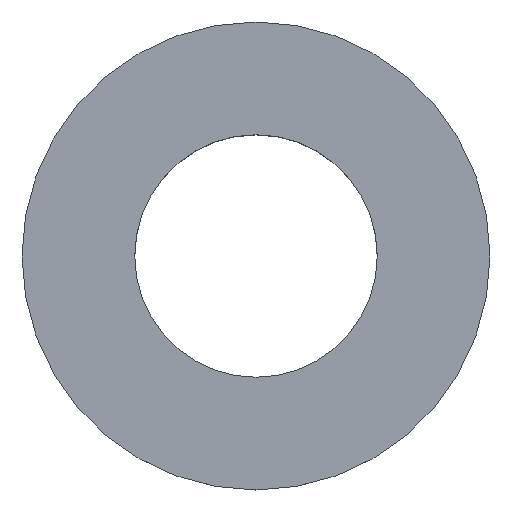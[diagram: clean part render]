
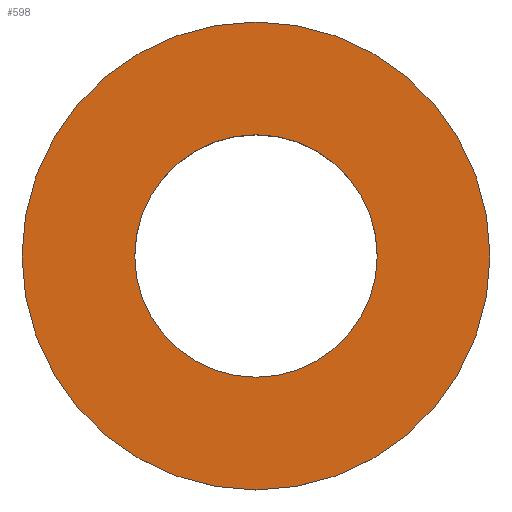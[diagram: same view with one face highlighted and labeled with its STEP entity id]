
A CAD part, top view. The second image highlights one B-rep face of the part: STEP entity #598.
In plain terms, the highlighted planar face has unit normal (0, 0, 1).
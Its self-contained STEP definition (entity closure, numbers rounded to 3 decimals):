
#14 = VERTEX_POINT ( 'NONE', #4725 ) ;
#85 = VERTEX_POINT ( 'NONE', #1704 ) ;
#232 = FACE_BOUND ( 'NONE', #6288, .T. ) ;
#243 = CARTESIAN_POINT ( 'NONE',  ( 0., 0., 0.75 ) ) ;
#598 = ADVANCED_FACE ( 'NONE', ( #232, #1832 ), #6176, .T. ) ;
#1101 = CIRCLE ( 'NONE', #6651, 30. ) ;
#1704 = CARTESIAN_POINT ( 'NONE',  ( -15.546, 0., 0.75 ) ) ;
#1832 = FACE_OUTER_BOUND ( 'NONE', #1977, .T. ) ;
#1977 = EDGE_LOOP ( 'NONE', ( #2237, #4416 ) ) ;
#2237 = ORIENTED_EDGE ( 'NONE', *, *, #7856, .T. ) ;
#2295 = AXIS2_PLACEMENT_3D ( 'NONE', #7967, #2918, #2811 ) ;
#2356 = CARTESIAN_POINT ( 'NONE',  ( 0., 0., 0.75 ) ) ;
#2361 = CARTESIAN_POINT ( 'NONE',  ( 0., 0., 0.75 ) ) ;
#2811 = DIRECTION ( 'NONE',  ( -1., 0., 0. ) ) ;
#2918 = DIRECTION ( 'NONE',  ( 0., 0., -1. ) ) ;
#2994 = DIRECTION ( 'NONE',  ( 0., 0., 1. ) ) ;
#3658 = CARTESIAN_POINT ( 'NONE',  ( -30., 0., 0.75 ) ) ;
#3798 = VERTEX_POINT ( 'NONE', #4302 ) ;
#4221 = AXIS2_PLACEMENT_3D ( 'NONE', #7727, #7750, #6383 ) ;
#4268 = DIRECTION ( 'NONE',  ( 0., 0., 1. ) ) ;
#4302 = CARTESIAN_POINT ( 'NONE',  ( 30., 0., 0.75 ) ) ;
#4416 = ORIENTED_EDGE ( 'NONE', *, *, #5381, .T. ) ;
#4725 = CARTESIAN_POINT ( 'NONE',  ( 15.546, 0., 0.75 ) ) ;
#4847 = EDGE_CURVE ( 'NONE', #85, #14, #6586, .T. ) ;
#5005 = VERTEX_POINT ( 'NONE', #3658 ) ;
#5381 = EDGE_CURVE ( 'NONE', #3798, #5005, #6654, .T. ) ;
#5556 = DIRECTION ( 'NONE',  ( 1., 0., 0. ) ) ;
#5570 = ORIENTED_EDGE ( 'NONE', *, *, #4847, .T. ) ;
#6176 = PLANE ( 'NONE',  #6419 ) ;
#6288 = EDGE_LOOP ( 'NONE', ( #8314, #5570 ) ) ;
#6383 = DIRECTION ( 'NONE',  ( -1., 0., 0. ) ) ;
#6419 = AXIS2_PLACEMENT_3D ( 'NONE', #2361, #4268, #5556 ) ;
#6586 = CIRCLE ( 'NONE', #2295, 15.546 ) ;
#6651 = AXIS2_PLACEMENT_3D ( 'NONE', #243, #7363, #7313 ) ;
#6654 = CIRCLE ( 'NONE', #7725, 30. ) ;
#7207 = EDGE_CURVE ( 'NONE', #14, #85, #8066, .T. ) ;
#7313 = DIRECTION ( 'NONE',  ( 1., 0., 0. ) ) ;
#7314 = DIRECTION ( 'NONE',  ( 1., 0., 0. ) ) ;
#7363 = DIRECTION ( 'NONE',  ( 0., 0., 1. ) ) ;
#7725 = AXIS2_PLACEMENT_3D ( 'NONE', #2356, #2994, #7314 ) ;
#7727 = CARTESIAN_POINT ( 'NONE',  ( 0., 0., 0.75 ) ) ;
#7750 = DIRECTION ( 'NONE',  ( 0., 0., -1. ) ) ;
#7856 = EDGE_CURVE ( 'NONE', #5005, #3798, #1101, .T. ) ;
#7967 = CARTESIAN_POINT ( 'NONE',  ( 0., 0., 0.75 ) ) ;
#8066 = CIRCLE ( 'NONE', #4221, 15.546 ) ;
#8314 = ORIENTED_EDGE ( 'NONE', *, *, #7207, .T. ) ;
